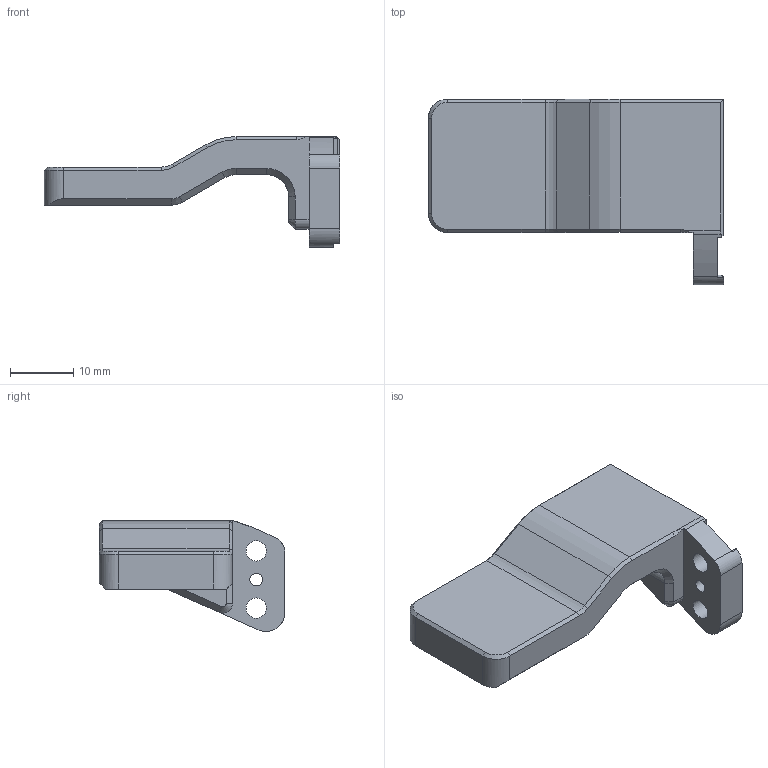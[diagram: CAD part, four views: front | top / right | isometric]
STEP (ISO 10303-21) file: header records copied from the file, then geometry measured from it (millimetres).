
FILE_DESCRIPTION (( 'STEP AP203' ), '1' );
FILE_NAME ('D-018-DOIGT_DÉCALÉ.STEP', '2018-10-26T13:47:06', ( '' ), ( '' ), 'SwSTEP 2.0', 'SolidWorks 2017', '' );
FILE_SCHEMA (( 'CONFIG_CONTROL_DESIGN' ));
Length unit declared in the file: millimetre
Products named in the file (1): D-018-DOIGT_DÉCALÉ
Bounding box: 46.5 x 29.24 x 17.45 mm (x, y, z)
Volume: 7177.5 mm3; surface area: 3351.2 mm2
Topology: 1 solids, 1 shells, 69 faces, 173 edges, 106 vertices
Faces by surface type: plane 37, cylinder 17, cone 14, bspline 1
Full cylindrical faces by diameter (mm): 2 x1, 3.2 x2
Entity records: 2219 total; most frequent: CARTESIAN_POINT 503, DIRECTION 341, ORIENTED_EDGE 338, EDGE_CURVE 169, AXIS2_PLACEMENT_3D 117, LINE 107, VECTOR 107, VERTEX_POINT 106
